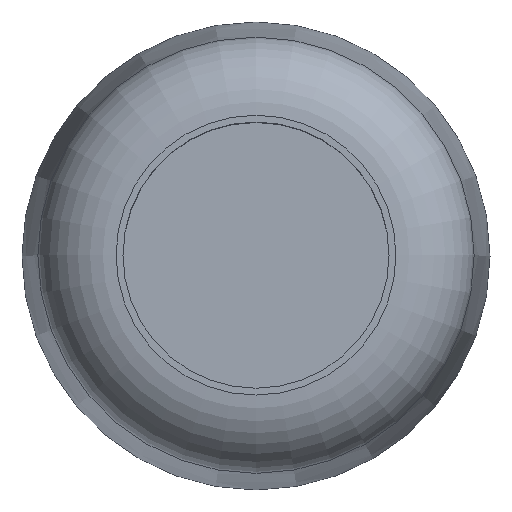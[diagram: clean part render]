
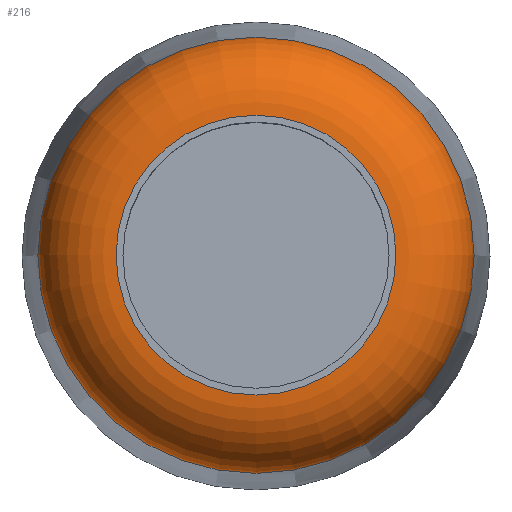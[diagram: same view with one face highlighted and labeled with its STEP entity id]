
A CAD part, top view. The second image highlights one B-rep face of the part: STEP entity #216.
In plain terms, the highlighted toroidal (fillet/blend) face has major radius 3.575 mm and minor radius 2 mm.
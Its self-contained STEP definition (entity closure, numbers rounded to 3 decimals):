
#52=FACE_OUTER_BOUND('',#67,.T.);
#67=EDGE_LOOP('',(#167,#168,#169,#170,#171));
#84=CIRCLE('',#245,5.574);
#85=CIRCLE('',#246,5.574);
#91=CIRCLE('',#258,2.);
#92=CIRCLE('',#259,3.575);
#102=VERTEX_POINT('',#361);
#103=VERTEX_POINT('',#362);
#109=VERTEX_POINT('',#385);
#120=EDGE_CURVE('',#102,#103,#84,.T.);
#122=EDGE_CURVE('',#103,#102,#85,.T.);
#131=EDGE_CURVE('',#103,#109,#91,.T.);
#132=EDGE_CURVE('',#109,#109,#92,.T.);
#167=ORIENTED_EDGE('',*,*,#120,.T.);
#168=ORIENTED_EDGE('',*,*,#131,.T.);
#169=ORIENTED_EDGE('',*,*,#132,.T.);
#170=ORIENTED_EDGE('',*,*,#131,.F.);
#171=ORIENTED_EDGE('',*,*,#122,.T.);
#194=TOROIDAL_SURFACE('',#257,3.575,2.);
#216=ADVANCED_FACE('',(#52),#194,.T.);
#245=AXIS2_PLACEMENT_3D('',#363,#288,#289);
#246=AXIS2_PLACEMENT_3D('',#365,#291,#292);
#257=AXIS2_PLACEMENT_3D('',#384,#316,#317);
#258=AXIS2_PLACEMENT_3D('',#386,#318,#319);
#259=AXIS2_PLACEMENT_3D('',#387,#320,#321);
#288=DIRECTION('center_axis',(0.,0.,1.));
#289=DIRECTION('ref_axis',(1.,0.,0.));
#291=DIRECTION('center_axis',(0.,0.,1.));
#292=DIRECTION('ref_axis',(1.,0.,0.));
#316=DIRECTION('center_axis',(0.,0.,-1.));
#317=DIRECTION('ref_axis',(-1.,0.,0.));
#318=DIRECTION('center_axis',(0.,-1.,0.));
#319=DIRECTION('ref_axis',(1.,0.,0.));
#320=DIRECTION('center_axis',(0.,0.,-1.));
#321=DIRECTION('ref_axis',(1.,0.,0.));
#361=CARTESIAN_POINT('',(-5.574,0.,19.877));
#362=CARTESIAN_POINT('',(5.574,0.,19.877));
#363=CARTESIAN_POINT('Origin',(0.,0.,19.877));
#365=CARTESIAN_POINT('Origin',(0.,0.,19.877));
#384=CARTESIAN_POINT('Origin',(0.,0.,19.8));
#385=CARTESIAN_POINT('',(3.575,0.,21.8));
#386=CARTESIAN_POINT('Origin',(3.575,0.,19.8));
#387=CARTESIAN_POINT('Origin',(0.,0.,21.8));
